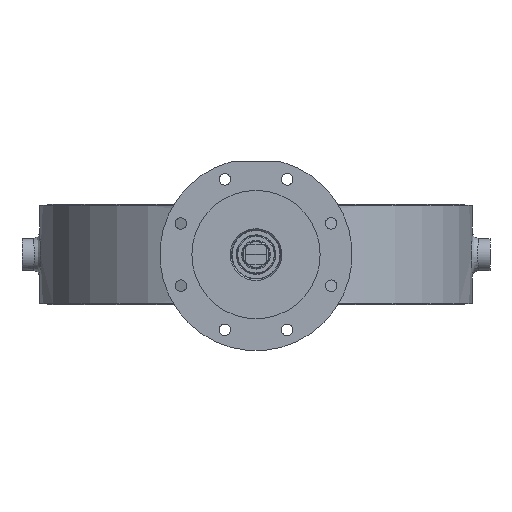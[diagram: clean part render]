
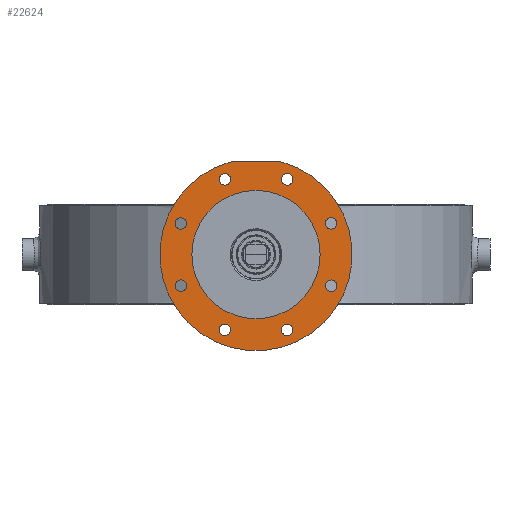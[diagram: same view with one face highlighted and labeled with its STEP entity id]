
A CAD part, front view. The second image highlights one B-rep face of the part: STEP entity #22624.
In plain terms, the highlighted planar face has unit normal (0, -1, 0).
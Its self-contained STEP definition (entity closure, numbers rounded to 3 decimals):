
#150=FACE_BOUND('',#5874,.T.);
#151=FACE_BOUND('',#5875,.T.);
#152=FACE_BOUND('',#5876,.T.);
#153=FACE_BOUND('',#5877,.T.);
#154=FACE_BOUND('',#5878,.T.);
#155=FACE_BOUND('',#5879,.T.);
#156=FACE_BOUND('',#5880,.T.);
#157=FACE_BOUND('',#5881,.T.);
#158=FACE_BOUND('',#5882,.T.);
#594=LINE('',#42165,#1786);
#1786=VECTOR('',#27624,10.);
#2905=PLANE('',#24399);
#4402=FACE_OUTER_BOUND('',#5873,.T.);
#5873=EDGE_LOOP('',(#16262,#16263,#16264,#16265));
#5874=EDGE_LOOP('',(#16266));
#5875=EDGE_LOOP('',(#16267));
#5876=EDGE_LOOP('',(#16268));
#5877=EDGE_LOOP('',(#16269));
#5878=EDGE_LOOP('',(#16270));
#5879=EDGE_LOOP('',(#16271));
#5880=EDGE_LOOP('',(#16272));
#5881=EDGE_LOOP('',(#16273));
#5882=EDGE_LOOP('',(#16274));
#7352=CIRCLE('',#24398,100.1);
#7353=CIRCLE('',#24400,2.);
#7354=CIRCLE('',#24401,2.);
#7355=CIRCLE('',#24402,150.);
#7356=CIRCLE('',#24403,9.);
#7357=CIRCLE('',#24404,9.);
#7358=CIRCLE('',#24405,9.);
#7359=CIRCLE('',#24406,9.);
#7360=CIRCLE('',#24407,9.);
#7361=CIRCLE('',#24408,9.);
#7362=CIRCLE('',#24409,9.);
#7363=CIRCLE('',#24410,9.);
#9458=VERTEX_POINT('',#42158);
#9459=VERTEX_POINT('',#42161);
#9460=VERTEX_POINT('',#42162);
#9461=VERTEX_POINT('',#42164);
#9462=VERTEX_POINT('',#42166);
#9463=VERTEX_POINT('',#42169);
#9464=VERTEX_POINT('',#42171);
#9465=VERTEX_POINT('',#42173);
#9466=VERTEX_POINT('',#42175);
#9467=VERTEX_POINT('',#42177);
#9468=VERTEX_POINT('',#42179);
#9469=VERTEX_POINT('',#42181);
#9470=VERTEX_POINT('',#42183);
#11939=EDGE_CURVE('',#9458,#9458,#7352,.T.);
#11940=EDGE_CURVE('',#9459,#9460,#7353,.T.);
#11941=EDGE_CURVE('',#9461,#9459,#594,.T.);
#11942=EDGE_CURVE('',#9462,#9461,#7354,.T.);
#11943=EDGE_CURVE('',#9460,#9462,#7355,.T.);
#11944=EDGE_CURVE('',#9463,#9463,#7356,.T.);
#11945=EDGE_CURVE('',#9464,#9464,#7357,.T.);
#11946=EDGE_CURVE('',#9465,#9465,#7358,.T.);
#11947=EDGE_CURVE('',#9466,#9466,#7359,.T.);
#11948=EDGE_CURVE('',#9467,#9467,#7360,.T.);
#11949=EDGE_CURVE('',#9468,#9468,#7361,.T.);
#11950=EDGE_CURVE('',#9469,#9469,#7362,.T.);
#11951=EDGE_CURVE('',#9470,#9470,#7363,.T.);
#16262=ORIENTED_EDGE('',*,*,#11940,.F.);
#16263=ORIENTED_EDGE('',*,*,#11941,.F.);
#16264=ORIENTED_EDGE('',*,*,#11942,.F.);
#16265=ORIENTED_EDGE('',*,*,#11943,.F.);
#16266=ORIENTED_EDGE('',*,*,#11939,.T.);
#16267=ORIENTED_EDGE('',*,*,#11944,.T.);
#16268=ORIENTED_EDGE('',*,*,#11945,.T.);
#16269=ORIENTED_EDGE('',*,*,#11946,.T.);
#16270=ORIENTED_EDGE('',*,*,#11947,.T.);
#16271=ORIENTED_EDGE('',*,*,#11948,.T.);
#16272=ORIENTED_EDGE('',*,*,#11949,.T.);
#16273=ORIENTED_EDGE('',*,*,#11950,.T.);
#16274=ORIENTED_EDGE('',*,*,#11951,.T.);
#22624=ADVANCED_FACE('',(#4402,#150,#151,#152,#153,#154,#155,#156,#157,
#158),#2905,.F.);
#24398=AXIS2_PLACEMENT_3D('',#42159,#27618,#27619);
#24399=AXIS2_PLACEMENT_3D('',#42160,#27620,#27621);
#24400=AXIS2_PLACEMENT_3D('',#42163,#27622,#27623);
#24401=AXIS2_PLACEMENT_3D('',#42167,#27625,#27626);
#24402=AXIS2_PLACEMENT_3D('',#42168,#27627,#27628);
#24403=AXIS2_PLACEMENT_3D('',#42170,#27629,#27630);
#24404=AXIS2_PLACEMENT_3D('',#42172,#27631,#27632);
#24405=AXIS2_PLACEMENT_3D('',#42174,#27633,#27634);
#24406=AXIS2_PLACEMENT_3D('',#42176,#27635,#27636);
#24407=AXIS2_PLACEMENT_3D('',#42178,#27637,#27638);
#24408=AXIS2_PLACEMENT_3D('',#42180,#27639,#27640);
#24409=AXIS2_PLACEMENT_3D('',#42182,#27641,#27642);
#24410=AXIS2_PLACEMENT_3D('',#42184,#27643,#27644);
#27618=DIRECTION('center_axis',(0.,1.,0.));
#27619=DIRECTION('ref_axis',(0.,0.,
1.));
#27620=DIRECTION('center_axis',(0.,1.,0.));
#27621=DIRECTION('ref_axis',(0.,0.,-1.));
#27622=DIRECTION('center_axis',(0.,1.,0.));
#27623=DIRECTION('ref_axis',(0.13,0.,0.992));
#27624=DIRECTION('',(1.,0.,0.));
#27625=DIRECTION('center_axis',(0.,1.,0.));
#27626=DIRECTION('ref_axis',(-0.13,0.,0.992));
#27627=DIRECTION('center_axis',(0.,1.,0.));
#27628=DIRECTION('ref_axis',(1.,0.,0.));
#27629=DIRECTION('center_axis',(0.,1.,0.));
#27630=DIRECTION('ref_axis',(-1.,0.,0.));
#27631=DIRECTION('center_axis',(0.,1.,0.));
#27632=DIRECTION('ref_axis',(-0.707,0.,0.707));
#27633=DIRECTION('center_axis',(0.,1.,0.));
#27634=DIRECTION('ref_axis',(0.,0.,
1.));
#27635=DIRECTION('center_axis',(0.,1.,0.));
#27636=DIRECTION('ref_axis',(0.707,0.,0.707));
#27637=DIRECTION('center_axis',(0.,1.,0.));
#27638=DIRECTION('ref_axis',(1.,0.,0.));
#27639=DIRECTION('center_axis',(0.,1.,0.));
#27640=DIRECTION('ref_axis',(0.707,0.,-0.707));
#27641=DIRECTION('center_axis',(0.,1.,0.));
#27642=DIRECTION('ref_axis',(0.,0.,
-1.));
#27643=DIRECTION('center_axis',(0.,1.,0.));
#27644=DIRECTION('ref_axis',(-0.707,0.,-0.707));
#42158=CARTESIAN_POINT('',(0.,-498.,35.973));
#42159=CARTESIAN_POINT('Origin',(0.,-498.,-64.127));
#42160=CARTESIAN_POINT('Origin',(0.,-498.,-221.579));
#42161=CARTESIAN_POINT('',(38.144,-498.,80.873));
#42162=CARTESIAN_POINT('',(38.66,-498.,80.805));
#42163=CARTESIAN_POINT('Origin',(38.144,-498.,78.873));
#42164=CARTESIAN_POINT('',(-38.144,-498.,80.873));
#42165=CARTESIAN_POINT('',(19.203,-498.,80.873));
#42166=CARTESIAN_POINT('',(-38.66,-498.,80.805));
#42167=CARTESIAN_POINT('Origin',(-38.144,-498.,78.873));
#42168=CARTESIAN_POINT('Origin',(0.,-498.,-64.127));
#42169=CARTESIAN_POINT('',(39.601,-498.,53.206));
#42170=CARTESIAN_POINT('Origin',(48.601,-498.,53.206));
#42171=CARTESIAN_POINT('',(110.969,-498.,-9.162));
#42172=CARTESIAN_POINT('Origin',(117.333,-498.,-15.526));
#42173=CARTESIAN_POINT('',(117.333,-498.,-103.728));
#42174=CARTESIAN_POINT('Origin',(117.333,-498.,-112.728));
#42175=CARTESIAN_POINT('',(54.965,-498.,-175.096));
#42176=CARTESIAN_POINT('Origin',(48.601,-498.,-181.46));
#42177=CARTESIAN_POINT('',(-39.601,-498.,-181.46));
#42178=CARTESIAN_POINT('Origin',(-48.601,-498.,-181.46));
#42179=CARTESIAN_POINT('',(-110.969,-498.,-119.092));
#42180=CARTESIAN_POINT('Origin',(-117.333,-498.,-112.728));
#42181=CARTESIAN_POINT('',(-117.333,-498.,-24.526));
#42182=CARTESIAN_POINT('Origin',(-117.333,-498.,-15.526));
#42183=CARTESIAN_POINT('',(-54.965,-498.,46.842));
#42184=CARTESIAN_POINT('Origin',(-48.601,-498.,53.206));
